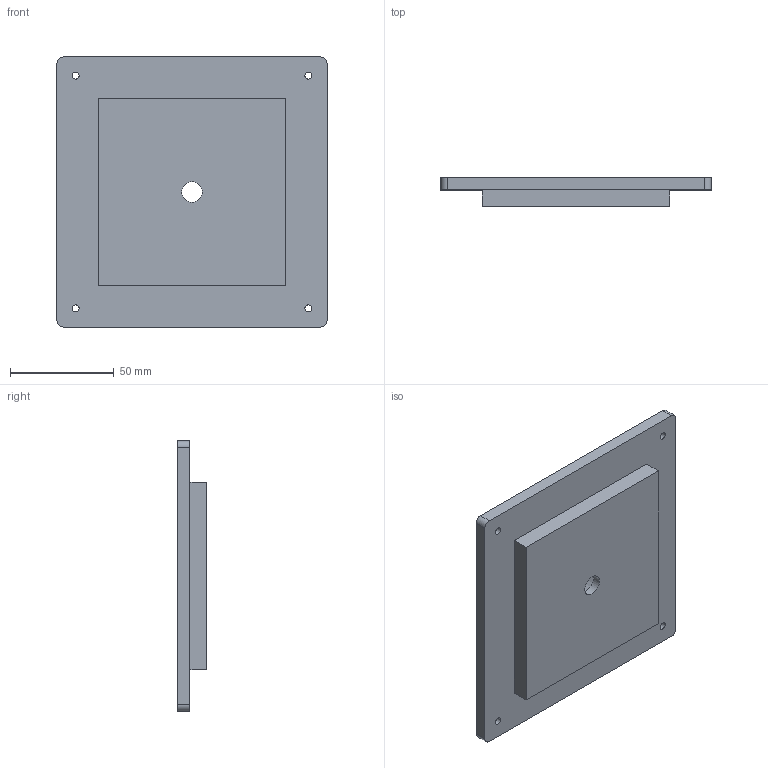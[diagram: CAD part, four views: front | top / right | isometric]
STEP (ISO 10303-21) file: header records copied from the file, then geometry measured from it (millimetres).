
FILE_DESCRIPTION (( 'STEP AP203' ), '1' );
FILE_NAME ('Couvercle.STEP', '2024-11-14T08:58:49', ( '' ), ( '' ), 'SwSTEP 2.0', 'SolidWorks 2021', '' );
FILE_SCHEMA (( 'CONFIG_CONTROL_DESIGN' ));
Length unit declared in the file: millimetre
Products named in the file (1): Couvercle
Bounding box: 130 x 14 x 130 mm (x, y, z)
Volume: 160385 mm3; surface area: 40823.8 mm2
Topology: 1 solids, 1 shells, 30 faces, 66 edges, 44 vertices
Faces by surface type: plane 16, cylinder 14
Full cylindrical faces by diameter (mm): 3.4 x4, 6.5 x4, 10 x1, 25 x1
Entity records: 885 total; most frequent: DIRECTION 146, CARTESIAN_POINT 131, ORIENTED_EDGE 112, AXIS2_PLACEMENT_3D 59, EDGE_LOOP 56, EDGE_CURVE 56, VERTEX_POINT 44, FACE_OUTER_BOUND 40
